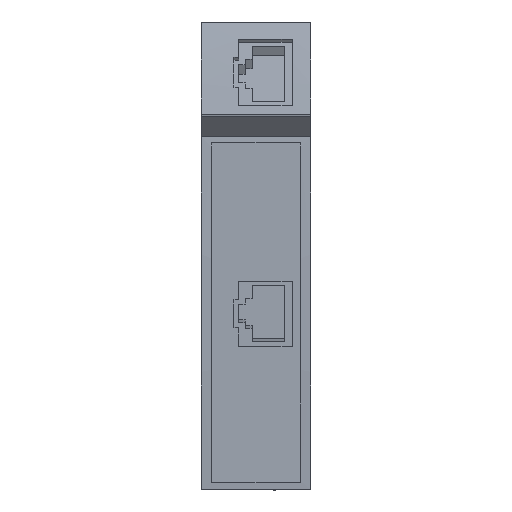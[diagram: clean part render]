
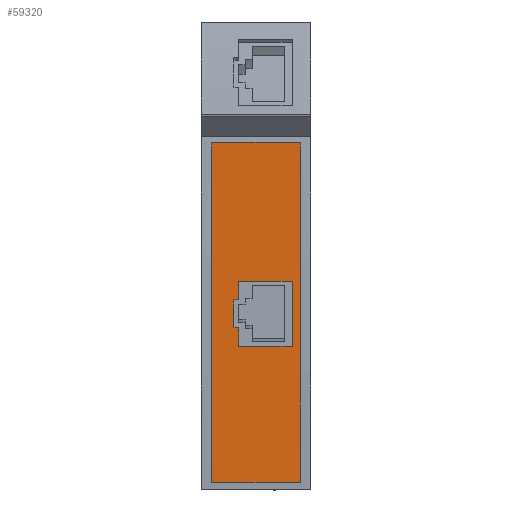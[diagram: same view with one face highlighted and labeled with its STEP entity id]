
A CAD part, top view. The second image highlights one B-rep face of the part: STEP entity #59320.
In plain terms, the highlighted planar face has unit normal (0, -0.049, 0.999).
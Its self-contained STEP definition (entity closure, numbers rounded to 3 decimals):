
#57790=CARTESIAN_POINT('',(20.8,4.577,
73.186));
#57800=DIRECTION('',(0.,-0.049,
0.999));
#57810=DIRECTION('',(1.,0.,0.));
#57820=AXIS2_PLACEMENT_3D('',#57790,#57800,#57810);
#57830=PLANE('',#57820);
#57840=CARTESIAN_POINT('',(-1.888,41.364,
74.989));
#57850=DIRECTION('',(-1.,0.,0.));
#57860=VECTOR('',#57850,1.);
#57870=LINE('',#57840,#57860);
#57880=CARTESIAN_POINT('',(21.253,41.364,
74.989));
#57890=VERTEX_POINT('',#57880);
#57900=CARTESIAN_POINT('',(2.347,41.364,
74.989));
#57910=VERTEX_POINT('',#57900);
#57920=EDGE_CURVE('',#57890,#57910,#57870,.T.);
#57930=ORIENTED_EDGE('',*,*,#57920,.T.);
#57940=CARTESIAN_POINT('',(21.253,41.364,
74.989));
#57950=CARTESIAN_POINT('',(21.252,41.196,
74.98));
#57960=CARTESIAN_POINT('',(21.251,41.026,
74.972));
#57970=CARTESIAN_POINT('',(21.251,40.856,
74.964));
#57980=CARTESIAN_POINT('',(21.25,40.687,
74.956));
#57990=CARTESIAN_POINT('',(21.25,40.518,
74.947));
#58000=CARTESIAN_POINT('',(21.25,40.348,
74.939));
#58010=B_SPLINE_CURVE_WITH_KNOTS('',3,(#57940,#57950,#57960,#57970,
#57980,#57990,#58000),.UNSPECIFIED.,.F.,.F.,(4,3,4),(0.,
0.509,1.018),.UNSPECIFIED.);
#58020=CARTESIAN_POINT('',(21.25,40.348,
74.939));
#58030=VERTEX_POINT('',#58020);
#58040=EDGE_CURVE('',#57890,#58030,#58010,.T.);
#58050=ORIENTED_EDGE('',*,*,#58040,.F.);
#58060=CARTESIAN_POINT('',(21.25,19.248,
73.905));
#58070=DIRECTION('',(0.,0.999,
0.049));
#58080=VECTOR('',#58070,1.);
#58090=LINE('',#58060,#58080);
#58100=CARTESIAN_POINT('',(21.25,-31.193,
71.434));
#58110=VERTEX_POINT('',#58100);
#58120=EDGE_CURVE('',#58110,#58030,#58090,.T.);
#58130=ORIENTED_EDGE('',*,*,#58120,.T.);
#58140=CARTESIAN_POINT('',(21.25,-31.193,
71.434));
#58150=CARTESIAN_POINT('',(21.25,-31.269,
71.43));
#58160=CARTESIAN_POINT('',(21.25,-31.343,
71.427));
#58170=CARTESIAN_POINT('',(21.25,-31.417,
71.423));
#58180=CARTESIAN_POINT('',(21.25,-31.492,
71.419));
#58190=CARTESIAN_POINT('',(21.25,-31.566,
71.416));
#58200=CARTESIAN_POINT('',(21.251,-31.64,
71.412));
#58210=B_SPLINE_CURVE_WITH_KNOTS('',3,(#58140,#58150,#58160,#58170,
#58180,#58190,#58200),.UNSPECIFIED.,.F.,.F.,(4,3,4),(0.,0.224
,0.447),.UNSPECIFIED.);
#58220=CARTESIAN_POINT('',(21.251,-31.64,
71.412));
#58230=VERTEX_POINT('',#58220);
#58240=EDGE_CURVE('',#58110,#58230,#58210,.T.);
#58250=ORIENTED_EDGE('',*,*,#58240,.F.);
#58260=CARTESIAN_POINT('',(-1.888,-31.64,
71.412));
#58270=DIRECTION('',(-1.,0.,0.));
#58280=VECTOR('',#58270,1.);
#58290=LINE('',#58260,#58280);
#58300=CARTESIAN_POINT('',(2.349,-31.64,
71.412));
#58310=VERTEX_POINT('',#58300);
#58320=EDGE_CURVE('',#58230,#58310,#58290,.T.);
#58330=ORIENTED_EDGE('',*,*,#58320,.F.);
#58340=CARTESIAN_POINT('',(2.349,-31.64,
71.412));
#58350=CARTESIAN_POINT('',(2.35,-31.566,
71.416));
#58360=CARTESIAN_POINT('',(2.35,-31.491,
71.419));
#58370=CARTESIAN_POINT('',(2.35,-31.417,
71.423));
#58380=CARTESIAN_POINT('',(2.35,-31.343,
71.427));
#58390=CARTESIAN_POINT('',(2.35,-31.269,
71.43));
#58400=CARTESIAN_POINT('',(2.35,-31.193,
71.434));
#58410=B_SPLINE_CURVE_WITH_KNOTS('',3,(#58340,#58350,#58360,#58370,
#58380,#58390,#58400),.UNSPECIFIED.,.F.,.F.,(4,3,4),(0.,
0.224,0.447),.UNSPECIFIED.);
#58420=CARTESIAN_POINT('',(2.35,-31.193,
71.434));
#58430=VERTEX_POINT('',#58420);
#58440=EDGE_CURVE('',#58310,#58430,#58410,.T.);
#58450=ORIENTED_EDGE('',*,*,#58440,.F.);
#58460=CARTESIAN_POINT('',(2.35,19.248,
73.905));
#58470=DIRECTION('',(0.,0.999,
0.049));
#58480=VECTOR('',#58470,1.);
#58490=LINE('',#58460,#58480);
#58500=CARTESIAN_POINT('',(2.35,40.348,
74.939));
#58510=VERTEX_POINT('',#58500);
#58520=EDGE_CURVE('',#58430,#58510,#58490,.T.);
#58530=ORIENTED_EDGE('',*,*,#58520,.F.);
#58540=CARTESIAN_POINT('',(2.35,40.348,
74.939));
#58550=CARTESIAN_POINT('',(2.35,40.524,
74.948));
#58560=CARTESIAN_POINT('',(2.35,40.693,
74.956));
#58570=CARTESIAN_POINT('',(2.349,40.856,
74.964));
#58580=CARTESIAN_POINT('',(2.349,41.026,
74.972));
#58590=CARTESIAN_POINT('',(2.348,41.196,
74.98));
#58600=CARTESIAN_POINT('',(2.347,41.364,
74.989));
#58610=B_SPLINE_CURVE_WITH_KNOTS('',3,(#58540,#58550,#58560,#58570,
#58580,#58590,#58600),.UNSPECIFIED.,.F.,.F.,(4,3,4),(0.,
0.509,1.018),.UNSPECIFIED.);
#58620=EDGE_CURVE('',#58510,#57910,#58610,.T.);
#58630=ORIENTED_EDGE('',*,*,#58620,.F.);
#58640=EDGE_LOOP('',(#58630,#58530,#58450,#58330,#58250,#58130,#58050,
#57930));
#58650=FACE_OUTER_BOUND('',#58640,.T.);
#58660=CARTESIAN_POINT('',(19.55,1.685,
73.045));
#58670=DIRECTION('',(0.,-0.999,
-0.049));
#58680=VECTOR('',#58670,1.);
#58690=LINE('',#58660,#58680);
#58700=CARTESIAN_POINT('',(19.55,11.564,
73.529));
#58710=VERTEX_POINT('',#58700);
#58720=CARTESIAN_POINT('',(19.55,-2.419,
72.844));
#58730=VERTEX_POINT('',#58720);
#58740=EDGE_CURVE('',#58710,#58730,#58690,.T.);
#58750=ORIENTED_EDGE('',*,*,#58740,.T.);
#58760=CARTESIAN_POINT('',(0.,11.564,
73.529));
#58770=DIRECTION('',(1.,0.,0.));
#58780=VECTOR('',#58770,1.);
#58790=LINE('',#58760,#58780);
#58800=CARTESIAN_POINT('',(8.05,11.564,
73.529));
#58810=VERTEX_POINT('',#58800);
#58820=EDGE_CURVE('',#58810,#58710,#58790,.T.);
#58830=ORIENTED_EDGE('',*,*,#58820,.T.);
#58840=CARTESIAN_POINT('',(8.05,1.685,
73.045));
#58850=DIRECTION('',(0.,0.999,
0.049));
#58860=VECTOR('',#58850,1.);
#58870=LINE('',#58840,#58860);
#58880=CARTESIAN_POINT('',(8.05,7.569,
73.333));
#58890=VERTEX_POINT('',#58880);
#58900=EDGE_CURVE('',#58890,#58810,#58870,.T.);
#58910=ORIENTED_EDGE('',*,*,#58900,.T.);
#58920=CARTESIAN_POINT('',(0.,7.569,
73.333));
#58930=DIRECTION('',(1.,0.,0.));
#58940=VECTOR('',#58930,1.);
#58950=LINE('',#58920,#58940);
#58960=CARTESIAN_POINT('',(7.05,7.569,
73.333));
#58970=VERTEX_POINT('',#58960);
#58980=EDGE_CURVE('',#58970,#58890,#58950,.T.);
#58990=ORIENTED_EDGE('',*,*,#58980,.T.);
#59000=CARTESIAN_POINT('',(7.05,1.685,
73.045));
#59010=DIRECTION('',(0.,0.999,
0.049));
#59020=VECTOR('',#59010,1.);
#59030=LINE('',#59000,#59020);
#59040=CARTESIAN_POINT('',(7.05,1.576,
73.039));
#59050=VERTEX_POINT('',#59040);
#59060=EDGE_CURVE('',#59050,#58970,#59030,.T.);
#59070=ORIENTED_EDGE('',*,*,#59060,.T.);
#59080=CARTESIAN_POINT('',(0.,1.576,
73.039));
#59090=DIRECTION('',(-1.,0.,0.));
#59100=VECTOR('',#59090,1.);
#59110=LINE('',#59080,#59100);
#59120=CARTESIAN_POINT('',(8.05,1.576,
73.039));
#59130=VERTEX_POINT('',#59120);
#59140=EDGE_CURVE('',#59130,#59050,#59110,.T.);
#59150=ORIENTED_EDGE('',*,*,#59140,.T.);
#59160=CARTESIAN_POINT('',(8.05,1.685,
73.045));
#59170=DIRECTION('',(0.,0.999,
0.049));
#59180=VECTOR('',#59170,1.);
#59190=LINE('',#59160,#59180);
#59200=CARTESIAN_POINT('',(8.05,-2.419,
72.844));
#59210=VERTEX_POINT('',#59200);
#59220=EDGE_CURVE('',#59210,#59130,#59190,.T.);
#59230=ORIENTED_EDGE('',*,*,#59220,.T.);
#59240=CARTESIAN_POINT('',(0.,-2.419,
72.844));
#59250=DIRECTION('',(-1.,0.,0.));
#59260=VECTOR('',#59250,1.);
#59270=LINE('',#59240,#59260);
#59280=EDGE_CURVE('',#58730,#59210,#59270,.T.);
#59290=ORIENTED_EDGE('',*,*,#59280,.T.);
#59300=EDGE_LOOP('',(#59290,#59230,#59150,#59070,#58990,#58910,#58830,
#58750));
#59310=FACE_BOUND('',#59300,.T.);
#59320=ADVANCED_FACE('',(#58650,#59310),#57830,.T.);
